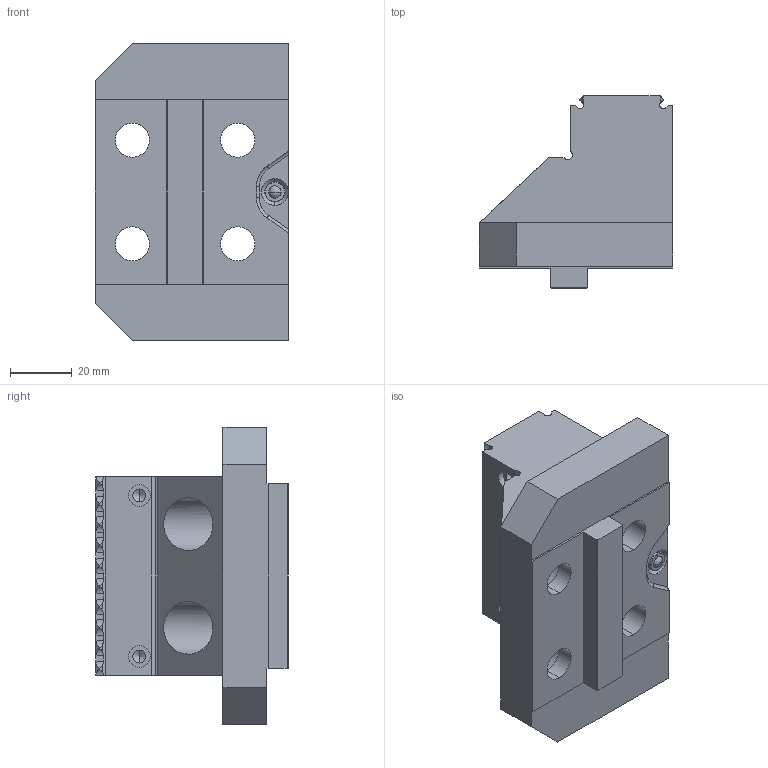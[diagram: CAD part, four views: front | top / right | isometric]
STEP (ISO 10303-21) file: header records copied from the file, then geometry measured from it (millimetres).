
FILE_DESCRIPTION (( 'STEP AP214' ), '1' );
FILE_NAME ('6921534036031.STEP', '2016-02-12T13:15:40', ( '' ), ( '' ), 'SwSTEP 2.0', 'SolidWorks 2015', '' );
FILE_SCHEMA (( 'AUTOMOTIVE_DESIGN' ));
Length unit declared in the file: millimetre
Products named in the file (1): 6921534036031
Bounding box: 62.5 x 62 x 96 mm (x, y, z)
Volume: 173609.8 mm3; surface area: 31761.2 mm2
Topology: 2 solids, 2 shells, 217 faces, 564 edges, 356 vertices
Faces by surface type: plane 119, cylinder 80, cone 14, torus 2, sphere 2
Entity records: 6711 total; most frequent: CARTESIAN_POINT 1600, ORIENTED_EDGE 1116, DIRECTION 958, EDGE_CURVE 558, VERTEX_POINT 356, VECTOR 342, LINE 342, AXIS2_PLACEMENT_3D 308
